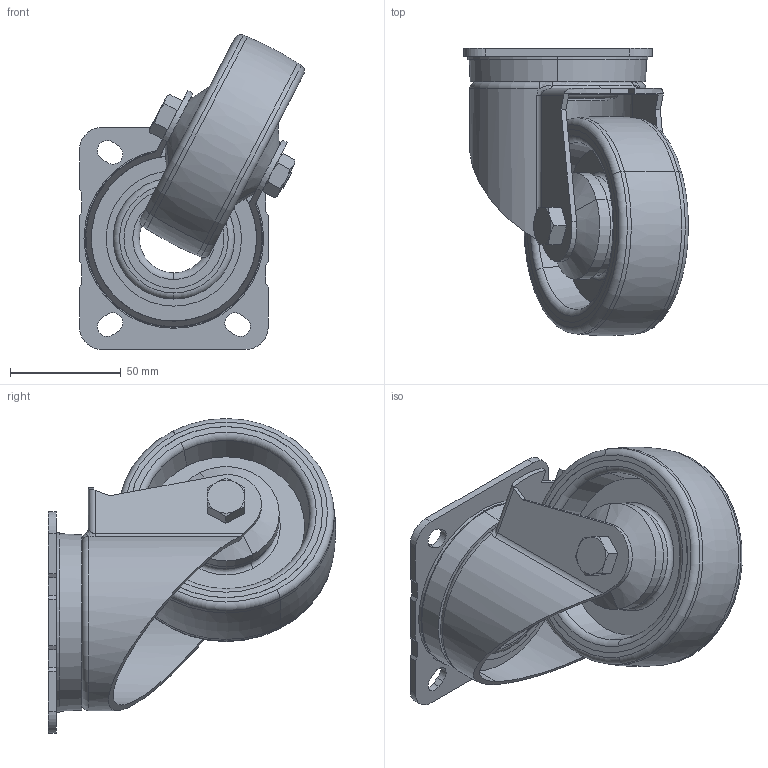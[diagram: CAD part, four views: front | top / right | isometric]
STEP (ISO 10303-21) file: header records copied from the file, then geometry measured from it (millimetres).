
FILE_DESCRIPTION (( 'STEP AP214' ), '1' );
FILE_NAME ('05955-Mounting Plate Castor Swivel Urethane Wheel Zinc Plated 100mm.STEP', '2018-12-10T19:22:56', ( '' ), ( '' ), 'SwSTEP 2.0', 'SolidWorks 2018', '' );
FILE_SCHEMA (( 'AUTOMOTIVE_DESIGN' ));
Length unit declared in the file: millimetre
Products named in the file (7): 5955 swivel; 5955 wheel; 5955 mount; 05955-Mounting Plate Castor Swivel Urethane Wheel Zinc Plated 100mm
Assembly tree (3 placements, depth 2):
  5955 swivel
  5955 wheel
  5955 mount
  05955-Mounting Plate Castor Swivel Urethane Wheel Zinc Plated 100mm
    5955 mount
    5955 wheel
    5955 swivel
Bounding box: 101.35 x 129.36 x 141.89 mm (x, y, z)
Volume: 315729.2 mm3; surface area: 114422.9 mm2
Topology: 6 solids, 6 shells, 478 faces, 1225 edges, 798 vertices
Faces by surface type: bspline 178, plane 150, cylinder 86, cone 36, torus 28
Entity records: 33191 total; most frequent: CARTESIAN_POINT 22752, ORIENTED_EDGE 2450, DIRECTION 1540, EDGE_CURVE 1225, VERTEX_POINT 798, AXIS2_PLACEMENT_3D 613, B_SPLINE_CURVE_WITH_KNOTS 598, EDGE_LOOP 539
